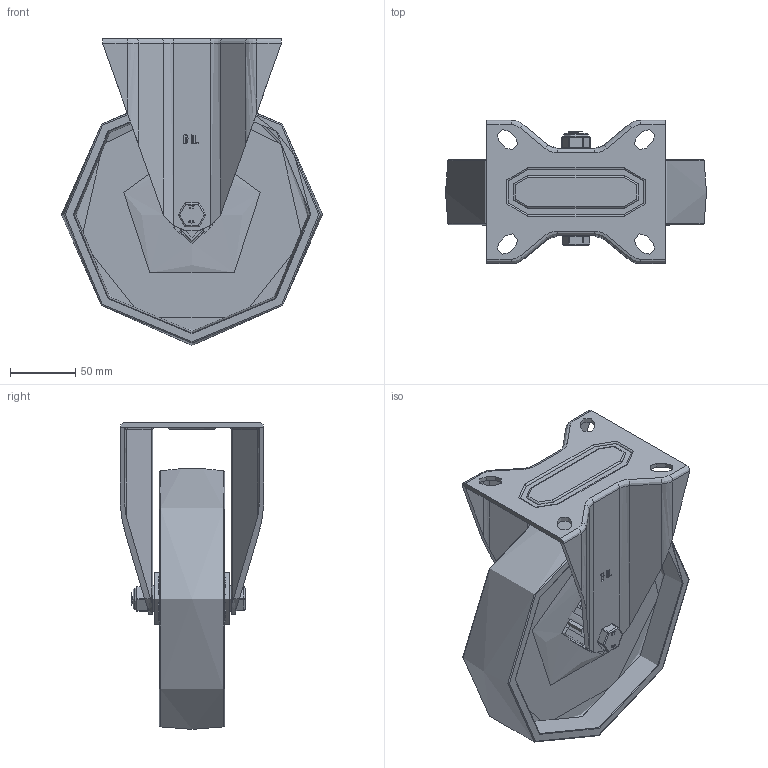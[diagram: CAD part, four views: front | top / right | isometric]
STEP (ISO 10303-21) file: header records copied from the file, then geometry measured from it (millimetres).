
FILE_DESCRIPTION(/* description */ (''),/* implementation_level */ '2;1');
FILE_NAME(/* name */ 'BZMMF200NYB.step',/* time_stamp */ '2024-06-14T14:11:53+01:00',/* author */ (''),/* organization */ (''),/* preprocessor_version */ 'ST-DEVELOPER v20',/* originating_system */ 'Autodesk Translation Framework v13.14.0.145',/* authorisation */ '');
FILE_SCHEMA (('AUTOMOTIVE_DESIGN { 1 0 10303 214 3 1 1 }'));
Length unit declared in the file: millimetre
Products named in the file (19): BZMMF200NYB; BZMMF200AS v1; BZMMF200AS; ZINC PLATED, PRESSED STEEL BRACKET; BZVL200WNYRB5 v1; NYLON WHEEL; NYLON WHEEL Geometry; CAP; ROLLER BEARING; CAGE; RIBS; TUBEM20X60 v1; ZINC PLATED STEEL TUBE; HEXBOLTM12X80Z8.8 v2; GRADE 8.8 ZINC PLATED BOLT; NYLOCM12Z v1; NYLOC NUT; NUT; RUBBER
Assembly tree (18 placements, depth 4):
  BZMMF200NYB
    BZMMF200AS v1
      BZMMF200AS
      ZINC PLATED, PRESSED STEEL BRACKET
    BZVL200WNYRB5 v1
      NYLON WHEEL
        NYLON WHEEL Geometry
        CAP
      ROLLER BEARING
        CAGE
        RIBS
    TUBEM20X60 v1
      ZINC PLATED STEEL TUBE
    HEXBOLTM12X80Z8.8 v2
      GRADE 8.8 ZINC PLATED BOLT
    NYLOCM12Z v1
      NYLOC NUT
        NUT
        RUBBER
Bounding box: 200 x 110 x 235 mm (x, y, z)
Volume: 742348.5 mm3; surface area: 239425.8 mm2
Topology: 16 solids, 16 shells, 470 faces, 1170 edges, 741 vertices
Faces by surface type: plane 197, cylinder 167, bspline 51, torus 35, sphere 18, cone 2
Full cylindrical faces by diameter (mm): 7.5 x8, 9.836 x18, 11.834 x18, 12 x3, 12.2 x2, 12.5 x1, 14 x2, 18 x1, 18.5 x1, 19.9 x1, 20 x1, 20.2 x2, 34 x3, 40 x2
Entity records: 19910 total; most frequent: CARTESIAN_POINT 8344, ORIENTED_EDGE 2340, DIRECTION 2279, EDGE_CURVE 1170, AXIS2_PLACEMENT_3D 844, VERTEX_POINT 741, LINE 591, VECTOR 591
